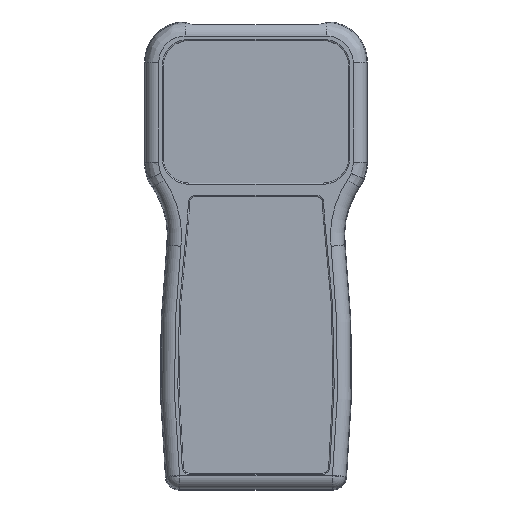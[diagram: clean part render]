
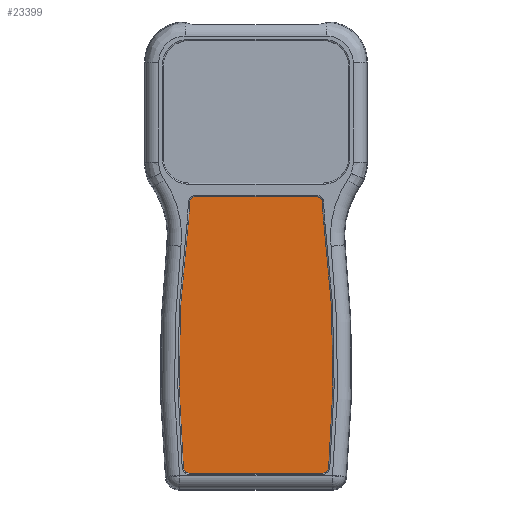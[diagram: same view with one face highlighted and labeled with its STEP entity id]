
A CAD part, top view. The second image highlights one B-rep face of the part: STEP entity #23399.
In plain terms, the highlighted face is planar.
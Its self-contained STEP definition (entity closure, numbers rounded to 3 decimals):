
#1852=LINE('',#40248,#3677);
#1853=LINE('',#40252,#3678);
#1854=LINE('',#40272,#3679);
#1855=LINE('',#40294,#3680);
#3677=VECTOR('',#29566,53.949);
#3678=VECTOR('',#29569,1.801);
#3679=VECTOR('',#29572,59.206);
#3680=VECTOR('',#29577,1.801);
#4573=ELLIPSE('',#25143,3.001,3.);
#4579=ELLIPSE('',#25193,3.001,3.);
#4956=PLANE('',#25192);
#5584=B_SPLINE_CURVE_WITH_KNOTS('',3,(#40255,#40256,#40257,#40258,#40259,
#40260,#40261,#40262,#40263,#40264,#40265,#40266,#40267,#40268,#40269,#40270),
 .UNSPECIFIED.,.F.,.F.,(4,3,3,3,3,4),(0.,0.117,0.234,
0.255,0.34,0.445),.UNSPECIFIED.);
#5585=B_SPLINE_CURVE_WITH_KNOTS('',3,(#40274,#40275,#40276,#40277,#40278,
#40279,#40280,#40281,#40282,#40283,#40284,#40285,#40286,#40287,#40288,#40289),
 .UNSPECIFIED.,.F.,.F.,(4,3,3,3,3,4),(0.,0.117,0.234,
0.255,0.34,0.445),.UNSPECIFIED.);
#6642=FACE_OUTER_BOUND('',#8114,.T.);
#8114=EDGE_LOOP('',(#19170,#19171,#19172,#19173,#19174,#19175,#19176,#19177,
#19178,#19179,#19180,#19181));
#9435=CIRCLE('',#25187,497.288);
#9438=CIRCLE('',#25194,60.026);
#9439=CIRCLE('',#25195,497.288);
#9440=CIRCLE('',#25196,60.026);
#11173=VERTEX_POINT('',#40066);
#11174=VERTEX_POINT('',#40067);
#11200=VERTEX_POINT('',#40231);
#11201=VERTEX_POINT('',#40232);
#11205=VERTEX_POINT('',#40247);
#11206=VERTEX_POINT('',#40249);
#11207=VERTEX_POINT('',#40251);
#11208=VERTEX_POINT('',#40254);
#11209=VERTEX_POINT('',#40271);
#11210=VERTEX_POINT('',#40273);
#11211=VERTEX_POINT('',#40290);
#11212=VERTEX_POINT('',#40292);
#14027=EDGE_CURVE('',#11173,#11174,#4573,.T.);
#14068=EDGE_CURVE('',#11200,#11201,#9435,.T.);
#14074=EDGE_CURVE('',#11174,#11205,#1852,.T.);
#14075=EDGE_CURVE('',#11205,#11206,#4579,.T.);
#14076=EDGE_CURVE('',#11206,#11207,#1853,.T.);
#14077=EDGE_CURVE('',#11207,#11200,#9438,.T.);
#14078=EDGE_CURVE('',#11201,#11208,#5584,.T.);
#14079=EDGE_CURVE('',#11208,#11209,#1854,.T.);
#14080=EDGE_CURVE('',#11209,#11210,#5585,.T.);
#14081=EDGE_CURVE('',#11210,#11211,#9439,.T.);
#14082=EDGE_CURVE('',#11211,#11212,#9440,.T.);
#14083=EDGE_CURVE('',#11212,#11173,#1855,.T.);
#19170=ORIENTED_EDGE('',*,*,#14027,.T.);
#19171=ORIENTED_EDGE('',*,*,#14074,.T.);
#19172=ORIENTED_EDGE('',*,*,#14075,.T.);
#19173=ORIENTED_EDGE('',*,*,#14076,.T.);
#19174=ORIENTED_EDGE('',*,*,#14077,.T.);
#19175=ORIENTED_EDGE('',*,*,#14068,.T.);
#19176=ORIENTED_EDGE('',*,*,#14078,.T.);
#19177=ORIENTED_EDGE('',*,*,#14079,.T.);
#19178=ORIENTED_EDGE('',*,*,#14080,.T.);
#19179=ORIENTED_EDGE('',*,*,#14081,.T.);
#19180=ORIENTED_EDGE('',*,*,#14082,.T.);
#19181=ORIENTED_EDGE('',*,*,#14083,.T.);
#23399=ADVANCED_FACE('',(#6642),#4956,.F.);
#25143=AXIS2_PLACEMENT_3D('',#40068,#29457,#29458);
#25187=AXIS2_PLACEMENT_3D('',#40233,#29553,#29554);
#25192=AXIS2_PLACEMENT_3D('',#40246,#29564,#29565);
#25193=AXIS2_PLACEMENT_3D('',#40250,#29567,#29568);
#25194=AXIS2_PLACEMENT_3D('',#40253,#29570,#29571);
#25195=AXIS2_PLACEMENT_3D('',#40291,#29573,#29574);
#25196=AXIS2_PLACEMENT_3D('',#40293,#29575,#29576);
#29457=DIRECTION('center_axis',(0.,0.,
-1.));
#29458=DIRECTION('ref_axis',(-0.707,0.707,0.));
#29553=DIRECTION('center_axis',(0.,0.,-1.));
#29554=DIRECTION('ref_axis',(-0.992,-0.129,0.));
#29564=DIRECTION('center_axis',(0.,0.,
1.));
#29565=DIRECTION('ref_axis',(1.,0.,0.));
#29566=DIRECTION('',(1.,0.,0.));
#29567=DIRECTION('center_axis',(0.,0.,
-1.));
#29568=DIRECTION('ref_axis',(0.707,0.707,0.));
#29569=DIRECTION('',(0.,-1.,0.));
#29570=DIRECTION('center_axis',(0.,0.,1.));
#29571=DIRECTION('ref_axis',(-0.992,-0.129,0.));
#29572=DIRECTION('',(-1.,0.,0.));
#29573=DIRECTION('center_axis',(0.,0.,-1.));
#29574=DIRECTION('ref_axis',(0.995,0.096,0.));
#29575=DIRECTION('center_axis',(0.,0.,1.));
#29576=DIRECTION('ref_axis',(1.,0.,0.));
#29577=DIRECTION('',(0.,1.,0.));
#40066=CARTESIAN_POINT('',(-29.974,-46.379,-14.5));
#40067=CARTESIAN_POINT('',(-26.974,-43.379,-14.5));
#40068=CARTESIAN_POINT('Origin',(-26.973,-46.38,-14.5));
#40231=CARTESIAN_POINT('',(30.474,-55.915,-14.5));
#40232=CARTESIAN_POINT('',(32.591,-164.892,-14.5));
#40233=CARTESIAN_POINT('Origin',(-462.667,-120.,-14.5));
#40246=CARTESIAN_POINT('Origin',(0.,-106.268,
-14.5));
#40247=CARTESIAN_POINT('',(26.974,-43.379,-14.5));
#40248=CARTESIAN_POINT('',(30.,-43.379,-14.5));
#40249=CARTESIAN_POINT('',(29.974,-46.379,-14.5));
#40250=CARTESIAN_POINT('Origin',(26.973,-46.38,-14.5));
#40251=CARTESIAN_POINT('',(29.974,-48.179,-14.5));
#40252=CARTESIAN_POINT('',(29.974,-48.179,-14.5));
#40253=CARTESIAN_POINT('Origin',(90.,-48.179,-14.5));
#40254=CARTESIAN_POINT('',(29.603,-167.621,-14.5));
#40255=CARTESIAN_POINT('Ctrl Pts',(32.591,-164.892,-14.5));
#40256=CARTESIAN_POINT('Ctrl Pts',(32.555,-165.281,-14.5));
#40257=CARTESIAN_POINT('Ctrl Pts',(32.441,-165.658,-14.5));
#40258=CARTESIAN_POINT('Ctrl Pts',(32.26,-166.004,-14.5));
#40259=CARTESIAN_POINT('Ctrl Pts',(32.079,-166.35,-14.5));
#40260=CARTESIAN_POINT('Ctrl Pts',(31.835,-166.659,-14.5));
#40261=CARTESIAN_POINT('Ctrl Pts',(31.538,-166.912,-14.5));
#40262=CARTESIAN_POINT('Ctrl Pts',(31.487,-166.956,-14.5));
#40263=CARTESIAN_POINT('Ctrl Pts',(31.435,-166.997,-14.5));
#40264=CARTESIAN_POINT('Ctrl Pts',(31.381,-167.037,-14.5));
#40265=CARTESIAN_POINT('Ctrl Pts',(31.154,-167.205,-14.5));
#40266=CARTESIAN_POINT('Ctrl Pts',(30.902,-167.339,-14.5));
#40267=CARTESIAN_POINT('Ctrl Pts',(30.634,-167.437,-14.5));
#40268=CARTESIAN_POINT('Ctrl Pts',(30.304,-167.558,-14.5));
#40269=CARTESIAN_POINT('Ctrl Pts',(29.955,-167.621,-14.5));
#40270=CARTESIAN_POINT('Ctrl Pts',(29.603,-167.621,-14.5));
#40271=CARTESIAN_POINT('',(-29.603,-167.621,-14.5));
#40272=CARTESIAN_POINT('',(-32.359,-167.621,-14.5));
#40273=CARTESIAN_POINT('',(-32.591,-164.892,-14.5));
#40274=CARTESIAN_POINT('Ctrl Pts',(-29.603,-167.621,
-14.5));
#40275=CARTESIAN_POINT('Ctrl Pts',(-29.994,-167.621,
-14.5));
#40276=CARTESIAN_POINT('Ctrl Pts',(-30.379,-167.541,
-14.5));
#40277=CARTESIAN_POINT('Ctrl Pts',(-30.74,-167.392,
-14.5));
#40278=CARTESIAN_POINT('Ctrl Pts',(-31.101,-167.243,
-14.5));
#40279=CARTESIAN_POINT('Ctrl Pts',(-31.431,-167.028,
-14.5));
#40280=CARTESIAN_POINT('Ctrl Pts',(-31.71,-166.755,
-14.5));
#40281=CARTESIAN_POINT('Ctrl Pts',(-31.758,-166.709,
-14.5));
#40282=CARTESIAN_POINT('Ctrl Pts',(-31.804,-166.66,
-14.5));
#40283=CARTESIAN_POINT('Ctrl Pts',(-31.848,-166.61,-14.5));
#40284=CARTESIAN_POINT('Ctrl Pts',(-32.036,-166.399,-14.5));
#40285=CARTESIAN_POINT('Ctrl Pts',(-32.193,-166.16,
-14.5));
#40286=CARTESIAN_POINT('Ctrl Pts',(-32.314,-165.903,
-14.5));
#40287=CARTESIAN_POINT('Ctrl Pts',(-32.464,-165.584,
-14.5));
#40288=CARTESIAN_POINT('Ctrl Pts',(-32.559,-165.242,
-14.5));
#40289=CARTESIAN_POINT('Ctrl Pts',(-32.591,-164.892,-14.5));
#40290=CARTESIAN_POINT('',(-30.474,-55.915,-14.5));
#40291=CARTESIAN_POINT('Origin',(462.667,-120.,-14.5));
#40292=CARTESIAN_POINT('',(-29.974,-48.179,-14.5));
#40293=CARTESIAN_POINT('Origin',(-90.,-48.179,-14.5));
#40294=CARTESIAN_POINT('',(-29.974,-43.353,-14.5));
